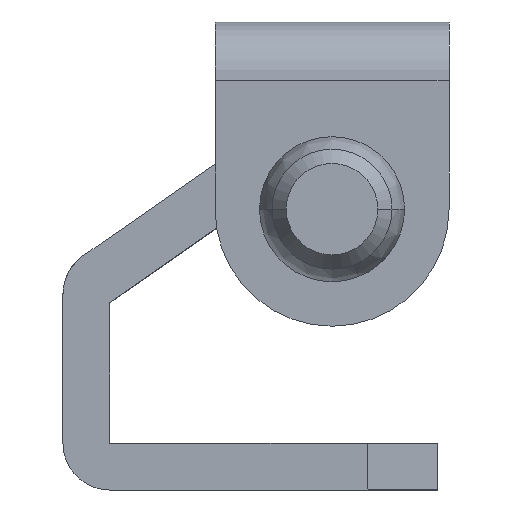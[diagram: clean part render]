
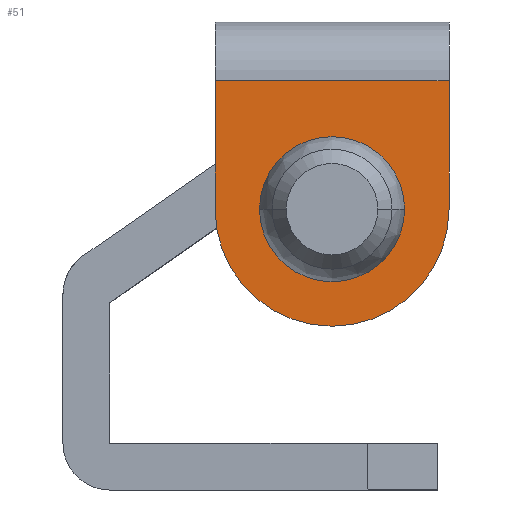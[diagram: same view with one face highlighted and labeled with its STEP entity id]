
A CAD part, front view. The second image highlights one B-rep face of the part: STEP entity #51.
In plain terms, the highlighted planar face has unit normal (0, -1, 0).
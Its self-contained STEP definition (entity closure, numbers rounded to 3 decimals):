
#38=FACE_BOUND('',#205,.T.);
#51=ADVANCED_FACE('',(#126,#38),#1225,.T.);
#126=FACE_OUTER_BOUND('',#204,.T.);
#204=EDGE_LOOP('',(#314,#315,#316,#317));
#205=EDGE_LOOP('',(#318,#319));
#314=ORIENTED_EDGE('',*,*,#673,.T.);
#315=ORIENTED_EDGE('',*,*,#668,.T.);
#316=ORIENTED_EDGE('',*,*,#659,.T.);
#317=ORIENTED_EDGE('',*,*,#669,.F.);
#318=ORIENTED_EDGE('',*,*,#674,.T.);
#319=ORIENTED_EDGE('',*,*,#684,.T.);
#659=EDGE_CURVE('',#1093,#1094,#1029,.T.);
#668=EDGE_CURVE('',#1102,#1093,#1032,.T.);
#669=EDGE_CURVE('',#1101,#1094,#1033,.T.);
#673=EDGE_CURVE('',#1101,#1102,#870,.T.);
#674=EDGE_CURVE('',#1106,#1109,#871,.T.);
#684=EDGE_CURVE('',#1109,#1106,#877,.T.);
#870=TRIMMED_CURVE($,#949,(#1829),(#1830),.T.,.CARTESIAN.);
#871=TRIMMED_CURVE($,#950,(#1832),(#1833),.T.,.CARTESIAN.);
#877=TRIMMED_CURVE($,#956,(#1858),(#1859),.T.,.CARTESIAN.);
#949=CIRCLE('',#1369,5.);
#950=CIRCLE('',#1370,2.15);
#956=CIRCLE('',#1376,2.15);
#1029=B_SPLINE_CURVE_WITH_KNOTS('',1,(#1795,#1796),.UNSPECIFIED.,.F.,.F.,
(2,2),(0.,10.),.UNSPECIFIED.);
#1032=B_SPLINE_CURVE_WITH_KNOTS('',1,(#1815,#1816),.UNSPECIFIED.,.F.,.F.,
(2,2),(-112.427,-106.927),.UNSPECIFIED.);
#1033=B_SPLINE_CURVE_WITH_KNOTS('',1,(#1817,#1818),.UNSPECIFIED.,.F.,.F.,
(2,2),(-112.427,-106.927),.UNSPECIFIED.);
#1093=VERTEX_POINT('',#1729);
#1094=VERTEX_POINT('',#1730);
#1101=VERTEX_POINT('',#1737);
#1102=VERTEX_POINT('',#1738);
#1106=VERTEX_POINT('',#1742);
#1109=VERTEX_POINT('',#1745);
#1225=PLANE('',#1348);
#1348=AXIS2_PLACEMENT_3D('',#1705,#1487,$);
#1369=AXIS2_PLACEMENT_3D($,#1828,#1519,#1520);
#1370=AXIS2_PLACEMENT_3D($,#1831,#1521,#1522);
#1376=AXIS2_PLACEMENT_3D($,#1857,#1533,#1534);
#1487=DIRECTION('',(0.,-1.,0.));
#1519=DIRECTION('',(0.,-1.,0.));
#1520=DIRECTION('',(-1.,0.,0.));
#1521=DIRECTION('',(0.,1.,0.));
#1522=DIRECTION('',(1.,0.,0.));
#1533=DIRECTION('',(0.,1.,0.));
#1534=DIRECTION('',(-1.,0.,0.));
#1705=CARTESIAN_POINT('',(-27.185,49.604,-35.341));
#1729=CARTESIAN_POINT('',(-27.185,49.604,-24.841));
#1730=CARTESIAN_POINT('',(-37.185,49.604,-24.841));
#1737=CARTESIAN_POINT('',(-37.185,49.604,-30.341));
#1738=CARTESIAN_POINT('',(-27.185,49.604,-30.341));
#1742=CARTESIAN_POINT('',(-30.035,49.604,-30.341));
#1745=CARTESIAN_POINT('',(-34.335,49.604,-30.341));
#1795=CARTESIAN_POINT('',(-27.185,49.604,-24.841));
#1796=CARTESIAN_POINT('',(-37.185,49.604,-24.841));
#1815=CARTESIAN_POINT('',(-27.185,49.604,-30.341));
#1816=CARTESIAN_POINT('',(-27.185,49.604,-24.841));
#1817=CARTESIAN_POINT('',(-37.185,49.604,-30.341));
#1818=CARTESIAN_POINT('',(-37.185,49.604,-24.841));
#1828=CARTESIAN_POINT('',(-32.185,49.604,-30.341));
#1829=CARTESIAN_POINT('',(-37.185,49.604,-30.341));
#1830=CARTESIAN_POINT('',(-27.185,49.604,-30.341));
#1831=CARTESIAN_POINT('',(-32.185,49.604,-30.341));
#1832=CARTESIAN_POINT('',(-30.035,49.604,-30.341));
#1833=CARTESIAN_POINT('',(-34.335,49.604,-30.341));
#1857=CARTESIAN_POINT('',(-32.185,49.604,-30.341));
#1858=CARTESIAN_POINT('',(-34.335,49.604,-30.341));
#1859=CARTESIAN_POINT('',(-30.035,49.604,-30.341));
